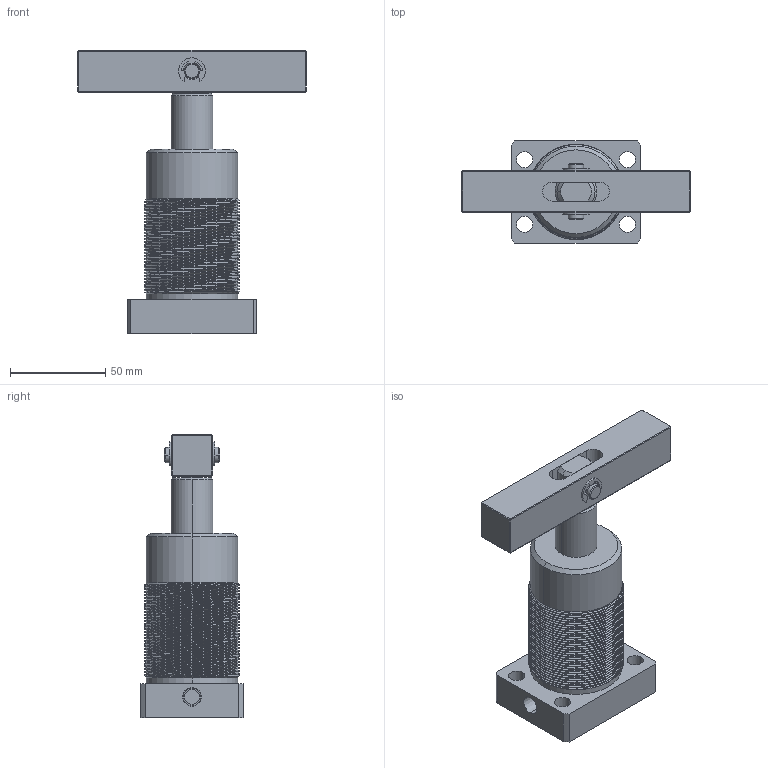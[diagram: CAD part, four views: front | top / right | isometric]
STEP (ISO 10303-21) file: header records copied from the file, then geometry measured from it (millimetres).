
FILE_DESCRIPTION (( 'STEP AP214' ), '1' );
FILE_NAME ('NDS-32A.STEP', '2019-05-21T08:06:22', ( '' ), ( '' ), 'SwSTEP 2.0', 'SolidWorks 2016', '' );
FILE_SCHEMA (( 'AUTOMOTIVE_DESIGN' ));
Length unit declared in the file: millimetre
Products named in the file (5): NDS-32A; 种粣; 縐銅え; NFSL-32邧揤旋; NDS-32A  BT
Assembly tree (5 placements, depth 2):
  NDS-32A
    NDS-32A  BT
    NFSL-32邧揤旋
    縐銅え  x2
    种粣
Bounding box: 120 x 54 x 149 mm (x, y, z)
Volume: 275927 mm3; surface area: 47497.1 mm2
Topology: 5 solids, 5 shells, 216 faces, 547 edges, 349 vertices
Faces by surface type: cylinder 128, plane 64, cone 22, bspline 2
Entity records: 10221 total; most frequent: CARTESIAN_POINT 5554, ORIENTED_EDGE 998, DIRECTION 893, EDGE_CURVE 499, AXIS2_PLACEMENT_3D 333, VERTEX_POINT 317, VECTOR 227, LINE 227
